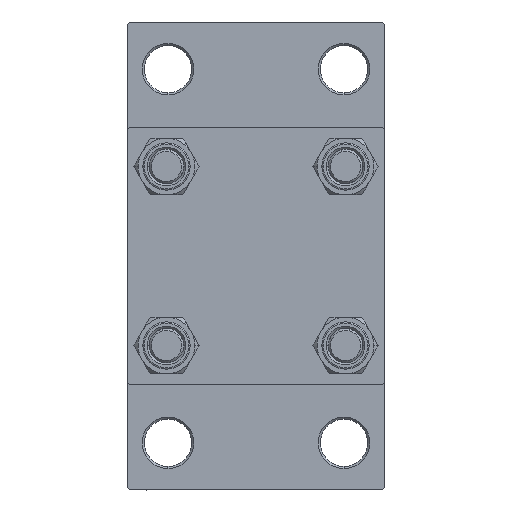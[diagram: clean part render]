
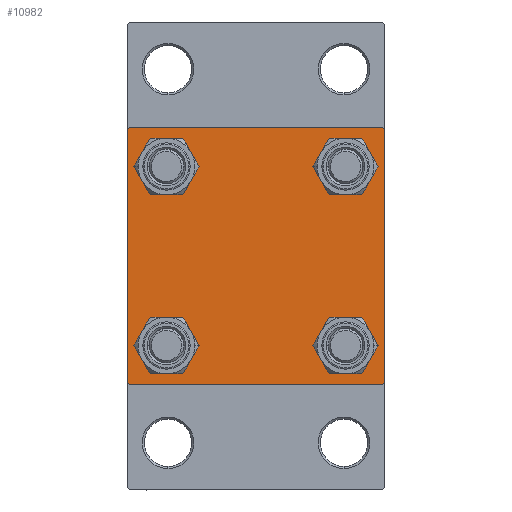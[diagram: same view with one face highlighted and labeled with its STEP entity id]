
A CAD part, left-side view. The second image highlights one B-rep face of the part: STEP entity #10982.
In plain terms, the highlighted planar face has unit normal (-1, 0, 0).
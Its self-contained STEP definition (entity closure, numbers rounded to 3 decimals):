
#902 = CARTESIAN_POINT ( 'NONE',  ( 0., -20.85, 25.35 ) ) ;
#1436 = CARTESIAN_POINT ( 'NONE',  ( 0., -29.5, 30. ) ) ;
#1871 = VERTEX_POINT ( 'NONE', #30415 ) ;
#2942 = FACE_BOUND ( 'NONE', #18045, .T. ) ;
#3349 = AXIS2_PLACEMENT_3D ( 'NONE', #41739, #34551, #8997 ) ;
#3810 = ORIENTED_EDGE ( 'NONE', *, *, #12671, .T. ) ;
#3892 = CIRCLE ( 'NONE', #5438, 4.5 ) ;
#4014 = DIRECTION ( 'NONE',  ( 0., 0.707, -0.707 ) ) ;
#4267 = VERTEX_POINT ( 'NONE', #21227 ) ;
#5438 = AXIS2_PLACEMENT_3D ( 'NONE', #31450, #9024, #16425 ) ;
#5610 = AXIS2_PLACEMENT_3D ( 'NONE', #39250, #6047, #17034 ) ;
#5840 = EDGE_CURVE ( 'NONE', #14607, #1871, #3892, .T. ) ;
#6047 = DIRECTION ( 'NONE',  ( -1., 0., 0. ) ) ;
#6269 = ORIENTED_EDGE ( 'NONE', *, *, #11520, .T. ) ;
#6899 = LINE ( 'NONE', #21472, #46758 ) ;
#6955 = CIRCLE ( 'NONE', #40516, 4.5 ) ;
#7117 = VECTOR ( 'NONE', #4014, 1000. ) ;
#7341 = DIRECTION ( 'NONE',  ( 0., 0.707, 0.707 ) ) ;
#8388 = ORIENTED_EDGE ( 'NONE', *, *, #10769, .T. ) ;
#8901 = VECTOR ( 'NONE', #7341, 1000. ) ;
#8997 = DIRECTION ( 'NONE',  ( 0., 0., 1. ) ) ;
#9024 = DIRECTION ( 'NONE',  ( 1., 0., 0. ) ) ;
#9398 = PLANE ( 'NONE',  #5610 ) ;
#9417 = CARTESIAN_POINT ( 'NONE',  ( 0., 20.85, 20.85 ) ) ;
#9559 = ORIENTED_EDGE ( 'NONE', *, *, #21460, .T. ) ;
#9638 = FACE_BOUND ( 'NONE', #40012, .T. ) ;
#10012 = DIRECTION ( 'NONE',  ( 0., -0.707, -0.707 ) ) ;
#10330 = FACE_OUTER_BOUND ( 'NONE', #32364, .T. ) ;
#10769 = EDGE_CURVE ( 'NONE', #28553, #4267, #47167, .T. ) ;
#10982 = ADVANCED_FACE ( 'NONE', ( #38778, #9638, #20401, #2942, #10330 ), #9398, .T. ) ;
#10987 = EDGE_CURVE ( 'NONE', #26699, #15349, #31598, .T. ) ;
#11035 = DIRECTION ( 'NONE',  ( 0., 0., 1. ) ) ;
#11317 = DIRECTION ( 'NONE',  ( 0., 0., -1. ) ) ;
#11520 = EDGE_CURVE ( 'NONE', #44805, #41628, #37688, .T. ) ;
#11829 = VECTOR ( 'NONE', #29906, 1000. ) ;
#12496 = AXIS2_PLACEMENT_3D ( 'NONE', #17084, #30695, #31650 ) ;
#12671 = EDGE_CURVE ( 'NONE', #44227, #37577, #40769, .T. ) ;
#12720 = CARTESIAN_POINT ( 'NONE',  ( 0., -30., 30. ) ) ;
#13872 = CIRCLE ( 'NONE', #40581, 4.5 ) ;
#14034 = CARTESIAN_POINT ( 'NONE',  ( 0., -29.75, 29.75 ) ) ;
#14058 = ORIENTED_EDGE ( 'NONE', *, *, #22664, .T. ) ;
#14219 = LINE ( 'NONE', #17816, #11829 ) ;
#14607 = VERTEX_POINT ( 'NONE', #902 ) ;
#14628 = CARTESIAN_POINT ( 'NONE',  ( 0., -30., 29.5 ) ) ;
#14678 = EDGE_CURVE ( 'NONE', #26699, #28553, #44154, .T. ) ;
#15349 = VERTEX_POINT ( 'NONE', #1436 ) ;
#15391 = DIRECTION ( 'NONE',  ( 1., 0., 0. ) ) ;
#16310 = LINE ( 'NONE', #12720, #36742 ) ;
#16425 = DIRECTION ( 'NONE',  ( 0., 0., 1. ) ) ;
#17034 = DIRECTION ( 'NONE',  ( 0., 0., 1. ) ) ;
#17084 = CARTESIAN_POINT ( 'NONE',  ( 0., 20.85, -20.85 ) ) ;
#17297 = DIRECTION ( 'NONE',  ( 1., 0., 0. ) ) ;
#17816 = CARTESIAN_POINT ( 'NONE',  ( 0., -29.75, -29.75 ) ) ;
#18045 = EDGE_LOOP ( 'NONE', ( #28882, #25638 ) ) ;
#18296 = CARTESIAN_POINT ( 'NONE',  ( 0., 29.5, 30. ) ) ;
#18588 = VECTOR ( 'NONE', #24900, 1000. ) ;
#18606 = EDGE_CURVE ( 'NONE', #26105, #46637, #14219, .T. ) ;
#19361 = CIRCLE ( 'NONE', #12496, 4.5 ) ;
#19558 = ORIENTED_EDGE ( 'NONE', *, *, #40946, .T. ) ;
#20401 = FACE_BOUND ( 'NONE', #43143, .T. ) ;
#21227 = CARTESIAN_POINT ( 'NONE',  ( 0., 30., -29.5 ) ) ;
#21460 = EDGE_CURVE ( 'NONE', #26237, #15349, #43210, .T. ) ;
#21472 = CARTESIAN_POINT ( 'NONE',  ( 0., 29.75, -29.75 ) ) ;
#22664 = EDGE_CURVE ( 'NONE', #27281, #26105, #44640, .T. ) ;
#22751 = DIRECTION ( 'NONE',  ( 1., 0., 0. ) ) ;
#22842 = ORIENTED_EDGE ( 'NONE', *, *, #14678, .T. ) ;
#23989 = DIRECTION ( 'NONE',  ( 0., 0., 1. ) ) ;
#24001 = EDGE_CURVE ( 'NONE', #41628, #44805, #19361, .T. ) ;
#24245 = CARTESIAN_POINT ( 'NONE',  ( 0., -29.5, -30. ) ) ;
#24489 = ORIENTED_EDGE ( 'NONE', *, *, #5840, .T. ) ;
#24900 = DIRECTION ( 'NONE',  ( 0., -1., 0. ) ) ;
#25638 = ORIENTED_EDGE ( 'NONE', *, *, #46354, .T. ) ;
#25900 = CARTESIAN_POINT ( 'NONE',  ( 0., -20.85, -20.85 ) ) ;
#26105 = VERTEX_POINT ( 'NONE', #24245 ) ;
#26237 = VERTEX_POINT ( 'NONE', #14628 ) ;
#26687 = CARTESIAN_POINT ( 'NONE',  ( 0., 20.85, 20.85 ) ) ;
#26699 = VERTEX_POINT ( 'NONE', #18296 ) ;
#27281 = VERTEX_POINT ( 'NONE', #43304 ) ;
#27669 = CARTESIAN_POINT ( 'NONE',  ( 0., 20.85, 25.35 ) ) ;
#28553 = VERTEX_POINT ( 'NONE', #35797 ) ;
#28768 = CARTESIAN_POINT ( 'NONE',  ( 0., 30., 30. ) ) ;
#28882 = ORIENTED_EDGE ( 'NONE', *, *, #40626, .T. ) ;
#29906 = DIRECTION ( 'NONE',  ( 0., -0.707, 0.707 ) ) ;
#29970 = AXIS2_PLACEMENT_3D ( 'NONE', #9417, #17297, #23989 ) ;
#30005 = VECTOR ( 'NONE', #11317, 1000. ) ;
#30256 = ORIENTED_EDGE ( 'NONE', *, *, #41180, .F. ) ;
#30415 = CARTESIAN_POINT ( 'NONE',  ( 0., -20.85, 16.35 ) ) ;
#30695 = DIRECTION ( 'NONE',  ( 1., 0., 0. ) ) ;
#30712 = CIRCLE ( 'NONE', #29970, 4.5 ) ;
#30931 = DIRECTION ( 'NONE',  ( 0., 0., 1. ) ) ;
#31127 = CARTESIAN_POINT ( 'NONE',  ( 0., 30., 30. ) ) ;
#31450 = CARTESIAN_POINT ( 'NONE',  ( 0., -20.85, 20.85 ) ) ;
#31598 = LINE ( 'NONE', #31127, #18588 ) ;
#31650 = DIRECTION ( 'NONE',  ( 0., 0., 1. ) ) ;
#31784 = CARTESIAN_POINT ( 'NONE',  ( 0., 20.85, 16.35 ) ) ;
#32364 = EDGE_LOOP ( 'NONE', ( #8388, #42562, #14058, #36946, #30256, #9559, #43443, #22842 ) ) ;
#32865 = VERTEX_POINT ( 'NONE', #27669 ) ;
#33629 = CARTESIAN_POINT ( 'NONE',  ( 0., 30., -30. ) ) ;
#33791 = DIRECTION ( 'NONE',  ( 0., 0., 1. ) ) ;
#34551 = DIRECTION ( 'NONE',  ( 1., 0., 0. ) ) ;
#34605 = VECTOR ( 'NONE', #45099, 1000. ) ;
#35478 = DIRECTION ( 'NONE',  ( 1., 0., 0. ) ) ;
#35797 = CARTESIAN_POINT ( 'NONE',  ( 0., 30., 29.5 ) ) ;
#36020 = CARTESIAN_POINT ( 'NONE',  ( 0., -30., -29.5 ) ) ;
#36205 = CARTESIAN_POINT ( 'NONE',  ( 0., -20.85, -16.35 ) ) ;
#36742 = VECTOR ( 'NONE', #41893, 1000. ) ;
#36748 = CARTESIAN_POINT ( 'NONE',  ( 0., 20.85, -16.35 ) ) ;
#36929 = AXIS2_PLACEMENT_3D ( 'NONE', #25900, #15391, #33791 ) ;
#36946 = ORIENTED_EDGE ( 'NONE', *, *, #18606, .T. ) ;
#37212 = CARTESIAN_POINT ( 'NONE',  ( 0., 29.75, 29.75 ) ) ;
#37217 = EDGE_LOOP ( 'NONE', ( #24489, #45177 ) ) ;
#37547 = CIRCLE ( 'NONE', #42903, 4.5 ) ;
#37577 = VERTEX_POINT ( 'NONE', #43541 ) ;
#37688 = CIRCLE ( 'NONE', #3349, 4.5 ) ;
#38296 = EDGE_CURVE ( 'NONE', #1871, #14607, #6955, .T. ) ;
#38778 = FACE_BOUND ( 'NONE', #37217, .T. ) ;
#39250 = CARTESIAN_POINT ( 'NONE',  ( 0., 0., 0. ) ) ;
#40012 = EDGE_LOOP ( 'NONE', ( #3810, #19558 ) ) ;
#40516 = AXIS2_PLACEMENT_3D ( 'NONE', #40921, #22751, #11035 ) ;
#40581 = AXIS2_PLACEMENT_3D ( 'NONE', #45997, #35478, #30931 ) ;
#40626 = EDGE_CURVE ( 'NONE', #32865, #45730, #37547, .T. ) ;
#40769 = CIRCLE ( 'NONE', #36929, 4.5 ) ;
#40921 = CARTESIAN_POINT ( 'NONE',  ( 0., -20.85, 20.85 ) ) ;
#40946 = EDGE_CURVE ( 'NONE', #37577, #44227, #13872, .T. ) ;
#41061 = DIRECTION ( 'NONE',  ( 0., 0., 1. ) ) ;
#41180 = EDGE_CURVE ( 'NONE', #26237, #46637, #16310, .T. ) ;
#41628 = VERTEX_POINT ( 'NONE', #46225 ) ;
#41739 = CARTESIAN_POINT ( 'NONE',  ( 0., 20.85, -20.85 ) ) ;
#41771 = DIRECTION ( 'NONE',  ( 1., 0., 0. ) ) ;
#41893 = DIRECTION ( 'NONE',  ( 0., 0., -1. ) ) ;
#42562 = ORIENTED_EDGE ( 'NONE', *, *, #43016, .T. ) ;
#42903 = AXIS2_PLACEMENT_3D ( 'NONE', #26687, #41771, #41061 ) ;
#43016 = EDGE_CURVE ( 'NONE', #4267, #27281, #6899, .T. ) ;
#43143 = EDGE_LOOP ( 'NONE', ( #6269, #43752 ) ) ;
#43210 = LINE ( 'NONE', #14034, #8901 ) ;
#43304 = CARTESIAN_POINT ( 'NONE',  ( 0., 29.5, -30. ) ) ;
#43443 = ORIENTED_EDGE ( 'NONE', *, *, #10987, .F. ) ;
#43541 = CARTESIAN_POINT ( 'NONE',  ( 0., -20.85, -25.35 ) ) ;
#43752 = ORIENTED_EDGE ( 'NONE', *, *, #24001, .T. ) ;
#44154 = LINE ( 'NONE', #37212, #7117 ) ;
#44227 = VERTEX_POINT ( 'NONE', #36205 ) ;
#44640 = LINE ( 'NONE', #33629, #34605 ) ;
#44805 = VERTEX_POINT ( 'NONE', #36748 ) ;
#45099 = DIRECTION ( 'NONE',  ( 0., -1., 0. ) ) ;
#45177 = ORIENTED_EDGE ( 'NONE', *, *, #38296, .T. ) ;
#45730 = VERTEX_POINT ( 'NONE', #31784 ) ;
#45997 = CARTESIAN_POINT ( 'NONE',  ( 0., -20.85, -20.85 ) ) ;
#46225 = CARTESIAN_POINT ( 'NONE',  ( 0., 20.85, -25.35 ) ) ;
#46354 = EDGE_CURVE ( 'NONE', #45730, #32865, #30712, .T. ) ;
#46637 = VERTEX_POINT ( 'NONE', #36020 ) ;
#46758 = VECTOR ( 'NONE', #10012, 1000. ) ;
#47167 = LINE ( 'NONE', #28768, #30005 ) ;
